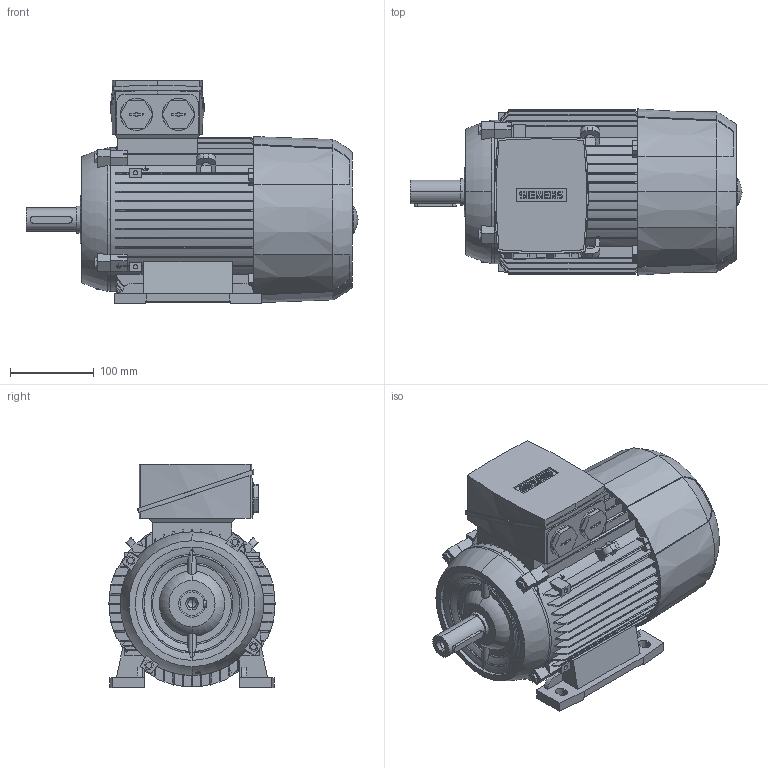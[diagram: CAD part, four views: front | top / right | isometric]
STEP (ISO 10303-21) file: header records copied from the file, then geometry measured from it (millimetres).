
FILE_DESCRIPTION(('STEP AP214'),'1');
FILE_NAME('cctmp_2C7B6E13-D96C-4932-B287-025D7E3ADC4E_2023_06_27_10_38_05_0821..stp','2023-06-27T08:38:06',('SIEMENS A&D'),('CADClick - www.CADClick.com'),'Spatial InterOp 3D',' ','unknown authorization');
FILE_SCHEMA(('AUTOMOTIVE_DESIGN'));
Length unit declared in the file: millimetre
Products named in the file (1): 1
Bounding box: 395.5 x 198 x 266 mm (x, y, z)
Volume: 9582101.6 mm3; surface area: 506306.6 mm2
Topology: 7 solids, 7 shells, 1030 faces, 2908 edges, 1925 vertices
Faces by surface type: plane 661, cylinder 219, torus 124, cone 26
Entity records: 46582 total; most frequent: CARTESIAN_POINT 11686, ORIENTED_EDGE 5808, DIRECTION 5291, EDGE_CURVE 2904, VERTEX_POINT 1925, LINE 1801, VECTOR 1801, AXIS2_PLACEMENT_3D 1745
